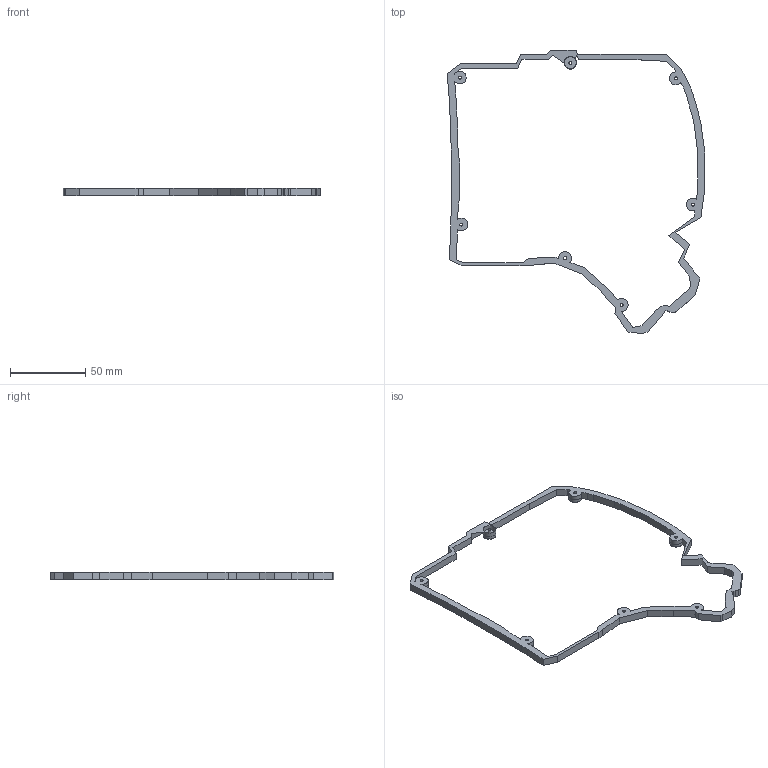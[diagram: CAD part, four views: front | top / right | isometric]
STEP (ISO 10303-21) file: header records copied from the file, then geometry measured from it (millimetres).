
FILE_DESCRIPTION(('Open CASCADE Model'),'2;1');
FILE_NAME('Open CASCADE Shape Model','2021-12-12T20:02:06',('Author'),( 'Open CASCADE'),'Open CASCADE STEP processor 7.5','Open CASCADE 7.5' ,'Unknown');
FILE_SCHEMA(('AUTOMOTIVE_DESIGN { 1 0 10303 214 1 1 1 1 }'));
Length unit declared in the file: millimetre
Products named in the file (1): Open CASCADE STEP translator 7.5 4
Bounding box: 171.27 x 188.34 x 5 mm (x, y, z)
Volume: 13131.3 mm3; surface area: 13034.1 mm2
Topology: 1 solids, 1 shells, 145 faces, 406 edges, 271 vertices
Faces by surface type: plane 124, cylinder 21
Full cylindrical faces by diameter (mm): 2 x7, 8 x7, 8.51 x1
Entity records: 10046 total; most frequent: CARTESIAN_POINT 1857, DIRECTION 1516, LINE 1131, VECTOR 1131, ORIENTED_EDGE 812, PCURVE 812, DEFINITIONAL_REPRESENTATION 812, EDGE_CURVE 406
